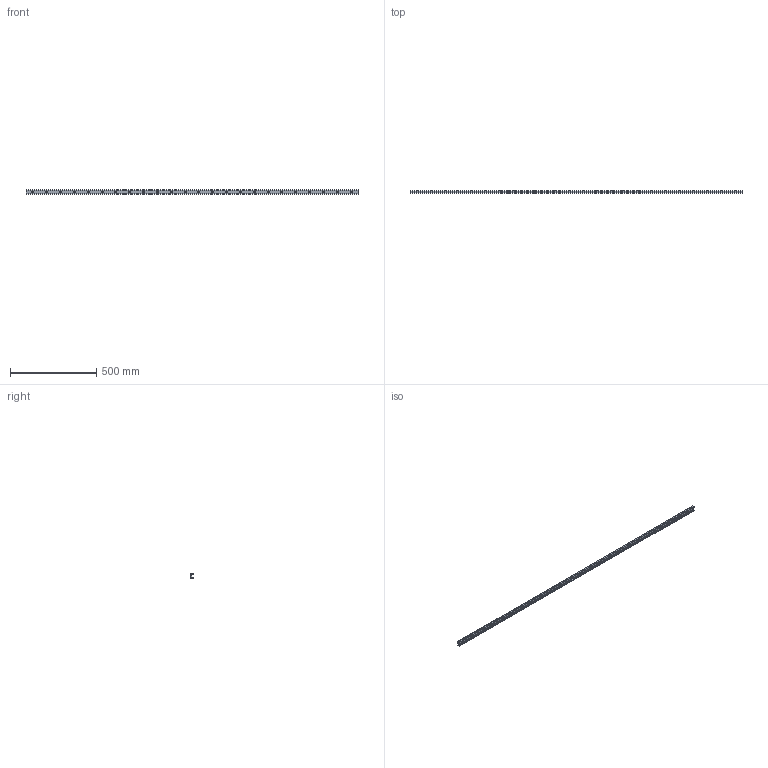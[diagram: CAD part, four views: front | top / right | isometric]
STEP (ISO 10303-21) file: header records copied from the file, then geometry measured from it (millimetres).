
FILE_DESCRIPTION((''),'2;1');
FILE_NAME('LCU 28H-1920.C.stp','2016-05-02T15:28:14',('MRathmann'),(''),'Autodesk Inventor 2012','Autodesk Inventor 2012','');
FILE_SCHEMA(('CONFIG_CONTROL_DESIGN'));
Length unit declared in the file: millimetre
Products named in the file (1): LCU 28H-1920.C
Bounding box: 1920 x 12.3 x 28 mm (x, y, z)
Volume: 289377.5 mm3; surface area: 183206.8 mm2
Topology: 1 solids, 1 shells, 94 faces, 204 edges, 136 vertices
Faces by surface type: cylinder 59, plane 35
Full cylindrical faces by diameter (mm): 6.4 x24, 11 x24
Entity records: 2508 total; most frequent: DIRECTION 464, CARTESIAN_POINT 387, ORIENTED_EDGE 312, EDGE_LOOP 214, AXIS2_PLACEMENT_3D 213, EDGE_CURVE 156, VERTEX_POINT 136, FACE_BOUND 120
